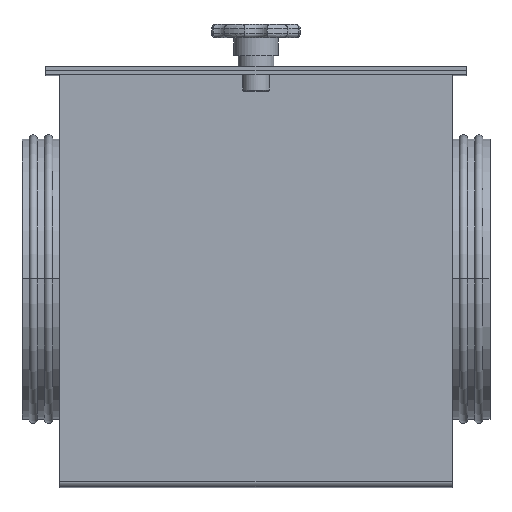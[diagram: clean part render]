
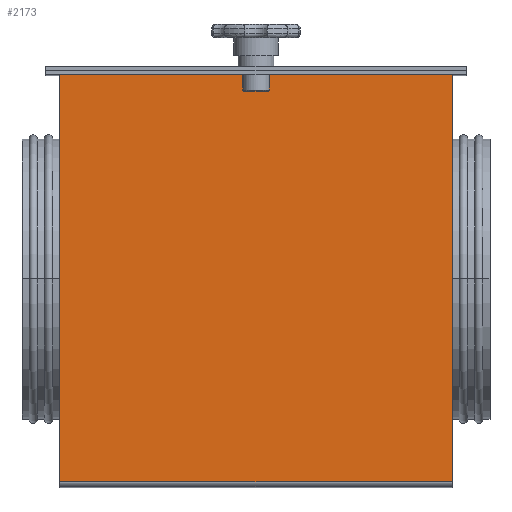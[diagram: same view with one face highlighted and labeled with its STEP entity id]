
A CAD part, top view. The second image highlights one B-rep face of the part: STEP entity #2173.
In plain terms, the highlighted planar face has unit normal (0, 0, 1).
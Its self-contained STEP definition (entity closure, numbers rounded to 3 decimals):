
#159 = DIRECTION ( 'NONE',  ( -1., 0., 0. ) ) ;
#160 = CARTESIAN_POINT ( 'NONE',  ( -140., 3.737, 300. ) ) ;
#161 = VECTOR ( 'NONE', #159, 1000. ) ;
#213 = LINE ( 'NONE', #160, #161 ) ;
#268 = CARTESIAN_POINT ( 'NONE',  ( 140., 3.737, 300. ) ) ;
#1091 = DIRECTION ( 'NONE',  ( -1., 0., 0. ) ) ;
#1092 = DIRECTION ( 'NONE',  ( 0., 0., -1. ) ) ;
#1094 = CARTESIAN_POINT ( 'NONE',  ( -140., 3., 300. ) ) ;
#1095 = LINE ( 'NONE', #1094, #1142 ) ;
#1107 = CARTESIAN_POINT ( 'NONE',  ( 140., 3., 300. ) ) ;
#1108 = AXIS2_PLACEMENT_3D ( 'NONE', #1107, #1092, #1091 ) ;
#1109 = FACE_OUTER_BOUND ( 'NONE', #2131, .T. ) ;
#1115 = PLANE ( 'NONE',  #1108 ) ;
#1131 = DIRECTION ( 'NONE',  ( 0., 1., 0. ) ) ;
#1132 = VECTOR ( 'NONE', #1131, 1000. ) ;
#1133 = CARTESIAN_POINT ( 'NONE',  ( 140., 3., 300. ) ) ;
#1137 = LINE ( 'NONE', #1133, #1132 ) ;
#1141 = DIRECTION ( 'NONE',  ( 0., -1., 0. ) ) ;
#1142 = VECTOR ( 'NONE', #1141, 1000. ) ;
#1571 = EDGE_CURVE ( 'NONE', #1647, #1645, #3798, .T. ) ;
#1645 = VERTEX_POINT ( 'NONE', #3935 ) ;
#1647 = VERTEX_POINT ( 'NONE', #3955 ) ;
#1659 = VERTEX_POINT ( 'NONE', #4027 ) ;
#2131 = EDGE_LOOP ( 'NONE', ( #2132, #2133, #2134, #2171 ) ) ;
#2132 = ORIENTED_EDGE ( 'NONE', *, *, #2338, .F. ) ;
#2133 = ORIENTED_EDGE ( 'NONE', *, *, #2146, .T. ) ;
#2134 = ORIENTED_EDGE ( 'NONE', *, *, #1571, .T. ) ;
#2139 = EDGE_CURVE ( 'NONE', #1645, #1659, #1095, .T. ) ;
#2146 = EDGE_CURVE ( 'NONE', #2406, #1647, #1137, .T. ) ;
#2171 = ORIENTED_EDGE ( 'NONE', *, *, #2139, .T. ) ;
#2173 = ADVANCED_FACE ( 'NONE', ( #1109 ), #1115, .F. ) ;
#2338 = EDGE_CURVE ( 'NONE', #2406, #1659, #213, .T. ) ;
#2406 = VERTEX_POINT ( 'NONE', #268 ) ;
#3795 = DIRECTION ( 'NONE',  ( -1., 0., 0. ) ) ;
#3796 = VECTOR ( 'NONE', #3795, 1000. ) ;
#3797 = CARTESIAN_POINT ( 'NONE',  ( 140., 294., 300. ) ) ;
#3798 = LINE ( 'NONE', #3797, #3796 ) ;
#3935 = CARTESIAN_POINT ( 'NONE',  ( -140., 294., 300. ) ) ;
#3955 = CARTESIAN_POINT ( 'NONE',  ( 140., 294., 300. ) ) ;
#4027 = CARTESIAN_POINT ( 'NONE',  ( -140., 3.737, 300. ) ) ;
